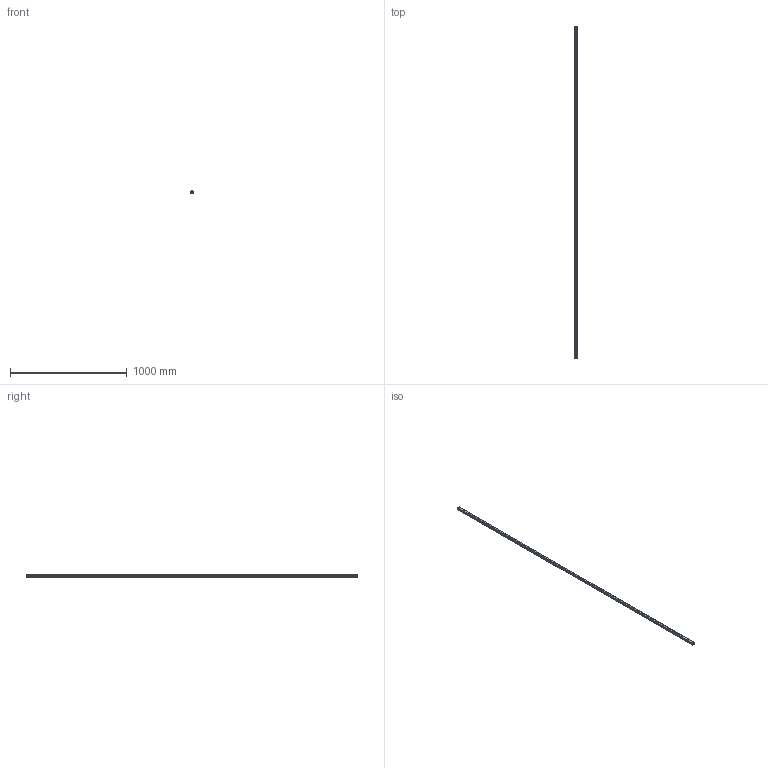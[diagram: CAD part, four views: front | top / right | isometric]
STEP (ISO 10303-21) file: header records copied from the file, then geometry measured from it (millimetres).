
FILE_DESCRIPTION(('STEP AP214'),'1');
FILE_NAME('cctmp_3B783903-04DE-4A82-AC0B-15E7D2DAAA70_2021_02_09_14_08_51_0619..stp','2021-02-09T13:08:51',('HIWIN GmbH'),('CADClick - www.CADClick.com'),'Spatial InterOp 3D',' ','unknown authorization');
FILE_SCHEMA(('AUTOMOTIVE_DESIGN'));
Length unit declared in the file: millimetre
Products named in the file (1): EGR25R2840C_FILE
Bounding box: 23 x 2840 x 18 mm (x, y, z)
Volume: 976055.1 mm3; surface area: 264321 mm2
Topology: 1 solids, 1 shells, 681 faces, 1737 edges, 1158 vertices
Faces by surface type: plane 373, cylinder 308
Entity records: 26603 total; most frequent: DIRECTION 4101, CARTESIAN_POINT 3577, ORIENTED_EDGE 3474, EDGE_CURVE 1737, AXIS2_PLACEMENT_3D 1682, VERTEX_POINT 1158, CIRCLE 808, EDGE_LOOP 781
